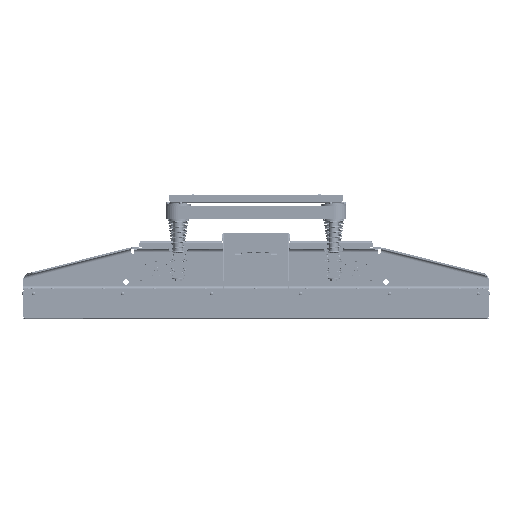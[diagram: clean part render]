
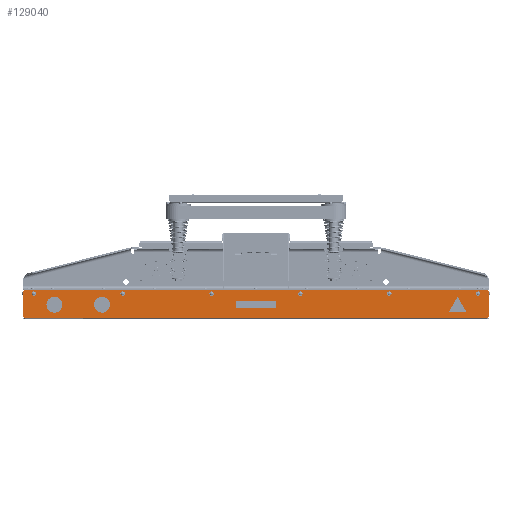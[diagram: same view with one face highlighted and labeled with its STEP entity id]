
A CAD part, front view. The second image highlights one B-rep face of the part: STEP entity #129040.
In plain terms, the highlighted planar face has unit normal (0, -1, 0).
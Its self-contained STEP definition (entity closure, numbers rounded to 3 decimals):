
#3384=FACE_BOUND('',#16243,.T.);
#3385=FACE_BOUND('',#16244,.T.);
#3386=FACE_BOUND('',#16245,.T.);
#3387=FACE_BOUND('',#16246,.T.);
#3388=FACE_BOUND('',#16247,.T.);
#3389=FACE_BOUND('',#16248,.T.);
#4893=PLANE('',#137175);
#8920=FACE_OUTER_BOUND('',#16242,.T.);
#16242=EDGE_LOOP('',(#83156,#83157,#83158,#83159,#83160,#83161,#83162,#83163));
#16243=EDGE_LOOP('',(#83164));
#16244=EDGE_LOOP('',(#83165));
#16245=EDGE_LOOP('',(#83166));
#16246=EDGE_LOOP('',(#83167));
#16247=EDGE_LOOP('',(#83168));
#16248=EDGE_LOOP('',(#83169));
#25051=LINE('',#190313,#34990);
#25052=LINE('',#190317,#34991);
#25053=LINE('',#190321,#34992);
#25054=LINE('',#190324,#34993);
#34990=VECTOR('',#152049,10.);
#34991=VECTOR('',#152052,10.);
#34992=VECTOR('',#152055,10.);
#34993=VECTOR('',#152058,10.);
#44859=CIRCLE('',#137176,4.);
#44860=CIRCLE('',#137177,4.);
#44861=CIRCLE('',#137178,4.);
#44862=CIRCLE('',#137179,4.);
#44863=CIRCLE('',#137180,6.925);
#44864=CIRCLE('',#137181,6.925);
#44865=CIRCLE('',#137182,6.925);
#44866=CIRCLE('',#137183,6.925);
#44867=CIRCLE('',#137184,6.925);
#44868=CIRCLE('',#137185,6.925);
#51960=VERTEX_POINT('',#190309);
#51961=VERTEX_POINT('',#190310);
#51962=VERTEX_POINT('',#190312);
#51963=VERTEX_POINT('',#190314);
#51964=VERTEX_POINT('',#190316);
#51965=VERTEX_POINT('',#190318);
#51966=VERTEX_POINT('',#190320);
#51967=VERTEX_POINT('',#190322);
#51968=VERTEX_POINT('',#190325);
#51969=VERTEX_POINT('',#190327);
#51970=VERTEX_POINT('',#190329);
#51971=VERTEX_POINT('',#190331);
#51972=VERTEX_POINT('',#190333);
#51973=VERTEX_POINT('',#190335);
#64201=EDGE_CURVE('',#51960,#51961,#44859,.T.);
#64202=EDGE_CURVE('',#51960,#51962,#25051,.T.);
#64203=EDGE_CURVE('',#51963,#51962,#44860,.T.);
#64204=EDGE_CURVE('',#51964,#51963,#25052,.T.);
#64205=EDGE_CURVE('',#51965,#51964,#44861,.T.);
#64206=EDGE_CURVE('',#51966,#51965,#25053,.T.);
#64207=EDGE_CURVE('',#51967,#51966,#44862,.T.);
#64208=EDGE_CURVE('',#51961,#51967,#25054,.T.);
#64209=EDGE_CURVE('',#51968,#51968,#44863,.T.);
#64210=EDGE_CURVE('',#51969,#51969,#44864,.T.);
#64211=EDGE_CURVE('',#51970,#51970,#44865,.T.);
#64212=EDGE_CURVE('',#51971,#51971,#44866,.T.);
#64213=EDGE_CURVE('',#51972,#51972,#44867,.T.);
#64214=EDGE_CURVE('',#51973,#51973,#44868,.T.);
#83156=ORIENTED_EDGE('',*,*,#64201,.F.);
#83157=ORIENTED_EDGE('',*,*,#64202,.T.);
#83158=ORIENTED_EDGE('',*,*,#64203,.F.);
#83159=ORIENTED_EDGE('',*,*,#64204,.F.);
#83160=ORIENTED_EDGE('',*,*,#64205,.F.);
#83161=ORIENTED_EDGE('',*,*,#64206,.F.);
#83162=ORIENTED_EDGE('',*,*,#64207,.F.);
#83163=ORIENTED_EDGE('',*,*,#64208,.F.);
#83164=ORIENTED_EDGE('',*,*,#64209,.F.);
#83165=ORIENTED_EDGE('',*,*,#64210,.F.);
#83166=ORIENTED_EDGE('',*,*,#64211,.F.);
#83167=ORIENTED_EDGE('',*,*,#64212,.F.);
#83168=ORIENTED_EDGE('',*,*,#64213,.F.);
#83169=ORIENTED_EDGE('',*,*,#64214,.F.);
#129040=ADVANCED_FACE('',(#8920,#3384,#3385,#3386,#3387,#3388,#3389),#4893,
 .F.);
#137175=AXIS2_PLACEMENT_3D('',#190308,#152045,#152046);
#137176=AXIS2_PLACEMENT_3D('',#190311,#152047,#152048);
#137177=AXIS2_PLACEMENT_3D('',#190315,#152050,#152051);
#137178=AXIS2_PLACEMENT_3D('',#190319,#152053,#152054);
#137179=AXIS2_PLACEMENT_3D('',#190323,#152056,#152057);
#137180=AXIS2_PLACEMENT_3D('',#190326,#152059,#152060);
#137181=AXIS2_PLACEMENT_3D('',#190328,#152061,#152062);
#137182=AXIS2_PLACEMENT_3D('',#190330,#152063,#152064);
#137183=AXIS2_PLACEMENT_3D('',#190332,#152065,#152066);
#137184=AXIS2_PLACEMENT_3D('',#190334,#152067,#152068);
#137185=AXIS2_PLACEMENT_3D('',#190336,#152069,#152070);
#152045=DIRECTION('center_axis',(0.,1.,0.));
#152046=DIRECTION('ref_axis',(0.,0.,
-1.));
#152047=DIRECTION('center_axis',(0.,1.,0.));
#152048=DIRECTION('ref_axis',(-0.707,0.,0.707));
#152049=DIRECTION('',(0.,0.,-1.));
#152050=DIRECTION('center_axis',(0.,-1.,0.));
#152051=DIRECTION('ref_axis',(1.,0.,0.));
#152052=DIRECTION('',(-1.,0.,0.));
#152053=DIRECTION('center_axis',(0.,-1.,0.));
#152054=DIRECTION('ref_axis',(1.,0.,0.));
#152055=DIRECTION('',(0.,0.,-1.));
#152056=DIRECTION('center_axis',(0.,1.,0.));
#152057=DIRECTION('ref_axis',(0.707,0.,0.707));
#152058=DIRECTION('',(1.,0.,0.));
#152059=DIRECTION('center_axis',(0.,-1.,0.));
#152060=DIRECTION('ref_axis',(1.,0.,0.));
#152061=DIRECTION('center_axis',(0.,-1.,0.));
#152062=DIRECTION('ref_axis',(1.,0.,0.));
#152063=DIRECTION('center_axis',(0.,-1.,0.));
#152064=DIRECTION('ref_axis',(1.,0.,0.));
#152065=DIRECTION('center_axis',(0.,-1.,0.));
#152066=DIRECTION('ref_axis',(1.,0.,0.));
#152067=DIRECTION('center_axis',(0.,-1.,0.));
#152068=DIRECTION('ref_axis',(1.,0.,0.));
#152069=DIRECTION('center_axis',(0.,-1.,0.));
#152070=DIRECTION('ref_axis',(1.,0.,0.));
#190308=CARTESIAN_POINT('Origin',(180.802,-585.,-43.));
#190309=CARTESIAN_POINT('',(-732.7,-585.,-4.));
#190310=CARTESIAN_POINT('',(-728.7,-585.,0.));
#190311=CARTESIAN_POINT('Origin',(-728.7,-585.,-4.));
#190312=CARTESIAN_POINT('',(-732.7,-585.,-84.006));
#190313=CARTESIAN_POINT('',(-732.7,-585.,-86.));
#190314=CARTESIAN_POINT('',(-729.528,-585.,-86.));
#190315=CARTESIAN_POINT('Origin',(-732.995,-585.,-87.995));
#190316=CARTESIAN_POINT('',(729.528,-585.,-86.));
#190317=CARTESIAN_POINT('',(-731.,-585.,-86.));
#190318=CARTESIAN_POINT('',(732.7,-585.,-84.006));
#190319=CARTESIAN_POINT('Origin',(732.995,-585.,-87.995));
#190320=CARTESIAN_POINT('',(732.7,-585.,-4.));
#190321=CARTESIAN_POINT('',(732.7,-585.,-86.));
#190322=CARTESIAN_POINT('',(728.7,-585.,0.));
#190323=CARTESIAN_POINT('Origin',(728.7,-585.,-4.));
#190324=CARTESIAN_POINT('',(90.401,-585.,0.));
#190325=CARTESIAN_POINT('',(-706.925,-585.,-10.));
#190326=CARTESIAN_POINT('Origin',(-700.,-585.,-10.));
#190327=CARTESIAN_POINT('',(-426.925,-585.,-10.));
#190328=CARTESIAN_POINT('Origin',(-420.,-585.,-10.));
#190329=CARTESIAN_POINT('',(-146.925,-585.,-10.));
#190330=CARTESIAN_POINT('Origin',(-140.,-585.,-10.));
#190331=CARTESIAN_POINT('',(133.075,-585.,-10.));
#190332=CARTESIAN_POINT('Origin',(140.,-585.,-10.));
#190333=CARTESIAN_POINT('',(413.075,-585.,-10.));
#190334=CARTESIAN_POINT('Origin',(420.,-585.,-10.));
#190335=CARTESIAN_POINT('',(693.075,-585.,-10.));
#190336=CARTESIAN_POINT('Origin',(700.,-585.,-10.));
